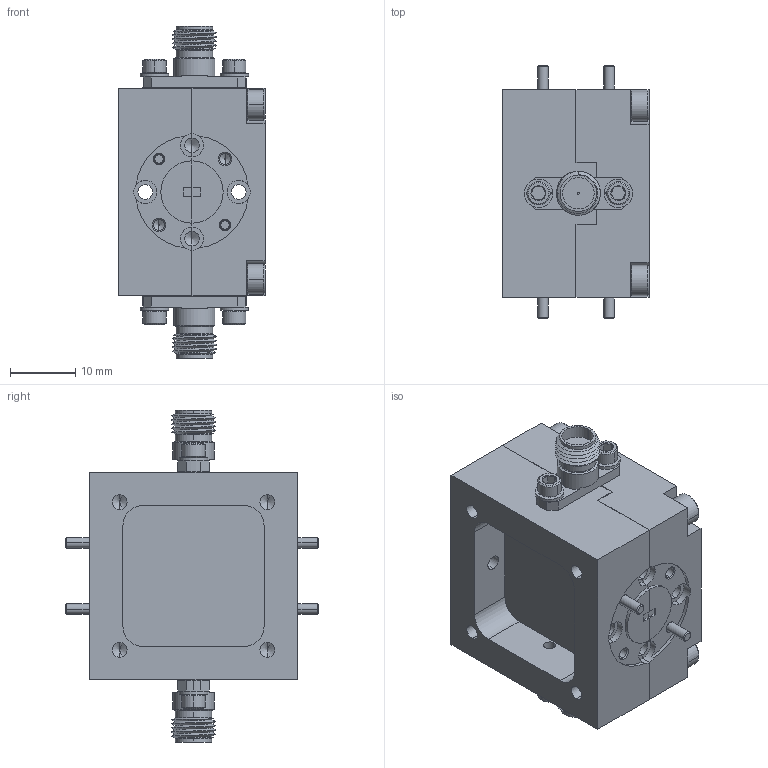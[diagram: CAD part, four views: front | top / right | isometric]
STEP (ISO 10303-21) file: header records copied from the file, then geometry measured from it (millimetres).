
FILE_DESCRIPTION (( 'STEP AP203' ), '1' );
FILE_NAME ('SFQ-75311415-1010SF-N1-M.STEP', '2020-01-29T00:26:31', ( '' ), ( '' ), 'SwSTEP 2.0', 'SolidWorks 2020', '' );
FILE_SCHEMA (( 'CONFIG_CONTROL_DESIGN' ));
Length unit declared in the file: inch
Products named in the file (1): SFQ-75311415-1010SF-N1-M
Bounding box: 22.35 x 38.65 x 50.8 mm (x, y, z)
Volume: 16221.4 mm3; surface area: 10989.7 mm2
Topology: 20 solids, 20 shells, 606 faces, 1430 edges, 866 vertices
Faces by surface type: plane 220, cylinder 206, cone 172, torus 4, bspline 4
Entity records: 18509 total; most frequent: CARTESIAN_POINT 4355, DIRECTION 3092, ORIENTED_EDGE 2788, EDGE_CURVE 1394, AXIS2_PLACEMENT_3D 1171, VERTEX_POINT 866, VECTOR 750, LINE 750
